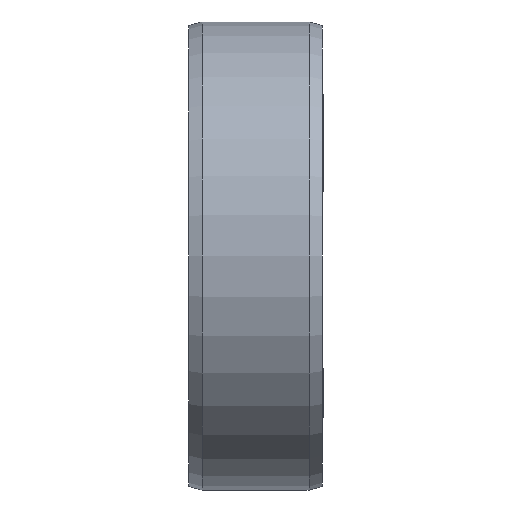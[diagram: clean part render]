
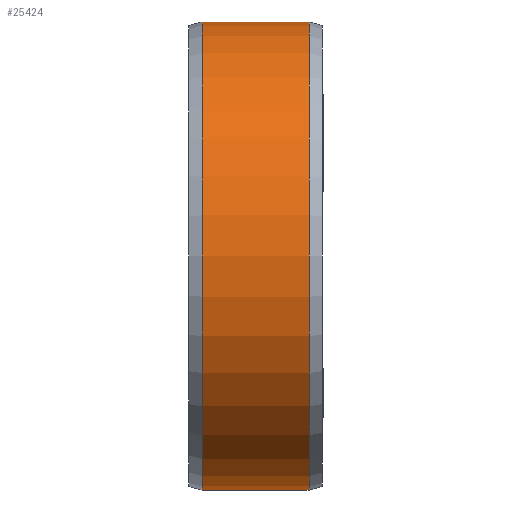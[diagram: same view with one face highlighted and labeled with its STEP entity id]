
A CAD part, left-side view. The second image highlights one B-rep face of the part: STEP entity #25424.
In plain terms, the highlighted cylindrical face has radius 17.5 mm (diameter 35 mm), a partial arc.
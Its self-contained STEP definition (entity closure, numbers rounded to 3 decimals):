
#24700=CARTESIAN_POINT('',(0.,-4.,0.));
#24701=DIRECTION('',(0.,1.,0.));
#24702=DIRECTION('',(0.,0.,-1.));
#24703=AXIS2_PLACEMENT_3D('',#24700,#24701,#24702);
#24708=DIRECTION('',(0.,1.,0.));
#24709=VECTOR('',#24708,8.);
#24710=CARTESIAN_POINT('',(0.,-4.,-17.5));
#24711=LINE('',#24710,#24709);
#24723=DIRECTION('',(0.,1.,0.));
#24724=VECTOR('',#24723,8.);
#24725=CARTESIAN_POINT('',(0.,-4.,17.5));
#24726=LINE('',#24725,#24724);
#24752=CARTESIAN_POINT('',(0.,4.,0.));
#24753=DIRECTION('',(0.,1.,0.));
#24754=DIRECTION('',(0.,0.,-1.));
#24755=AXIS2_PLACEMENT_3D('',#24752,#24753,#24754);
#25061=CARTESIAN_POINT('',(0.,-4.,-17.5));
#25063=VERTEX_POINT('',#25061);
#25064=CARTESIAN_POINT('',(0.,4.,-17.5));
#25065=VERTEX_POINT('',#25064);
#25105=CARTESIAN_POINT('',(0.,-4.,17.5));
#25107=VERTEX_POINT('',#25105);
#25108=CARTESIAN_POINT('',(0.,4.,17.5));
#25109=VERTEX_POINT('',#25108);
#25410=CARTESIAN_POINT('',(0.,-5.5,0.));
#25411=DIRECTION('',(0.,1.,0.));
#25412=DIRECTION('',(0.,0.,-1.));
#25413=AXIS2_PLACEMENT_3D('',#25410,#25411,#25412);
#25414=CYLINDRICAL_SURFACE('',#25413,17.5);
#25416=ORIENTED_EDGE('',*,*,#25415,.T.);
#25418=ORIENTED_EDGE('',*,*,#25417,.T.);
#25420=ORIENTED_EDGE('',*,*,#25419,.F.);
#25421=ORIENTED_EDGE('',*,*,#25403,.F.);
#25422=EDGE_LOOP('',(#25416,#25418,#25420,#25421));
#25423=FACE_OUTER_BOUND('',#25422,.F.);
#24704=CIRCLE('',#24703,17.5);
#24756=CIRCLE('',#24755,17.5);
#25403=EDGE_CURVE('',#25063,#25107,#24704,.T.);
#25415=EDGE_CURVE('',#25063,#25065,#24711,.T.);
#25417=EDGE_CURVE('',#25065,#25109,#24756,.T.);
#25419=EDGE_CURVE('',#25107,#25109,#24726,.T.);
#25424=ADVANCED_FACE('',(#25423),#25414,.T.);
